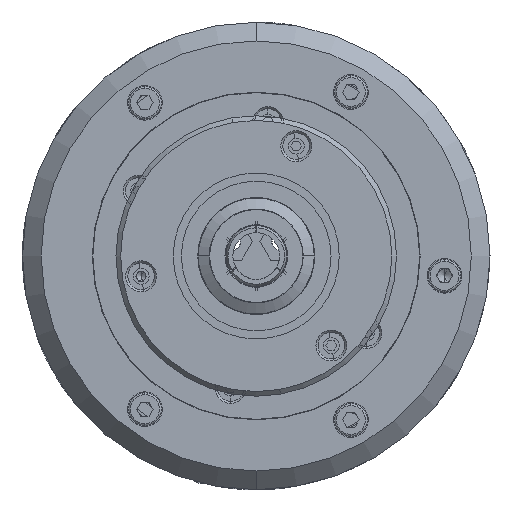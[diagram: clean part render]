
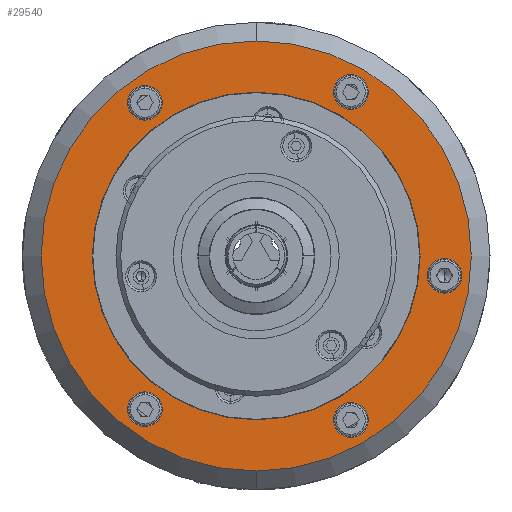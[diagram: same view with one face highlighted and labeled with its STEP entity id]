
A CAD part, left-side view. The second image highlights one B-rep face of the part: STEP entity #29540.
In plain terms, the highlighted planar face has unit normal (-1, 0, 0).
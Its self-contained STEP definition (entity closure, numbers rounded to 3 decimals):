
#349 = ORIENTED_EDGE ( 'NONE', *, *, #822, .F. ) ;
#723 = AXIS2_PLACEMENT_3D ( 'NONE', #25800, #25717, #3153 ) ;
#822 = EDGE_CURVE ( 'NONE', #3399, #31242, #31229, .T. ) ;
#975 = CARTESIAN_POINT ( 'NONE',  ( -240.3, 0., -46. ) ) ;
#1463 = AXIS2_PLACEMENT_3D ( 'NONE', #40426, #40198, #40478 ) ;
#1666 = ORIENTED_EDGE ( 'NONE', *, *, #30064, .F. ) ;
#1929 = CARTESIAN_POINT ( 'NONE',  ( -240.3, 23.805, -36.465 ) ) ;
#2211 = CARTESIAN_POINT ( 'NONE',  ( -240.3, 23.805, -29.065 ) ) ;
#2273 = EDGE_LOOP ( 'NONE', ( #41353, #349 ) ) ;
#2602 = CIRCLE ( 'NONE', #27244, 3.7 ) ;
#2866 = VERTEX_POINT ( 'NONE', #975 ) ;
#3106 = ORIENTED_EDGE ( 'NONE', *, *, #28418, .F. ) ;
#3153 = DIRECTION ( 'NONE',  ( 0., 0., 1. ) ) ;
#3169 = EDGE_LOOP ( 'NONE', ( #26450, #3106 ) ) ;
#3399 = VERTEX_POINT ( 'NONE', #27798 ) ;
#3539 = DIRECTION ( 'NONE',  ( 0., 0., 1. ) ) ;
#3548 = DIRECTION ( 'NONE',  ( -1., 0., 0. ) ) ;
#3608 = CARTESIAN_POINT ( 'NONE',  ( -240.3, -40.278, -0.533 ) ) ;
#3642 = CIRCLE ( 'NONE', #27430, 3.7 ) ;
#3718 = CARTESIAN_POINT ( 'NONE',  ( -240.3, 0., 46. ) ) ;
#3997 = CIRCLE ( 'NONE', #34871, 3.7 ) ;
#4794 = EDGE_CURVE ( 'NONE', #5475, #4799, #11835, .T. ) ;
#4799 = VERTEX_POINT ( 'NONE', #27466 ) ;
#5065 = EDGE_CURVE ( 'NONE', #31242, #3399, #9608, .T. ) ;
#5300 = EDGE_LOOP ( 'NONE', ( #40797, #1666 ) ) ;
#5475 = VERTEX_POINT ( 'NONE', #34260 ) ;
#5762 = EDGE_LOOP ( 'NONE', ( #39812, #34127 ) ) ;
#5910 = CIRCLE ( 'NONE', #25152, 3.7 ) ;
#6933 = AXIS2_PLACEMENT_3D ( 'NONE', #32496, #32351, #30225 ) ;
#7356 = DIRECTION ( 'NONE',  ( 0., 0., 1. ) ) ;
#7441 = DIRECTION ( 'NONE',  ( -1., 0., 0. ) ) ;
#7497 = CARTESIAN_POINT ( 'NONE',  ( -240.3, -20.25, -35.074 ) ) ;
#8462 = EDGE_CURVE ( 'NONE', #2866, #31480, #30706, .T. ) ;
#9608 = CIRCLE ( 'NONE', #29945, 3.7 ) ;
#9897 = FACE_BOUND ( 'NONE', #19307, .T. ) ;
#9931 = FACE_BOUND ( 'NONE', #2273, .T. ) ;
#10105 = CARTESIAN_POINT ( 'NONE',  ( -240.3, 23.805, 32.765 ) ) ;
#10191 = FACE_BOUND ( 'NONE', #31146, .T. ) ;
#10224 = FACE_BOUND ( 'NONE', #5300, .T. ) ;
#10265 = FACE_BOUND ( 'NONE', #5762, .T. ) ;
#10381 = FACE_OUTER_BOUND ( 'NONE', #35906, .T. ) ;
#10578 = CARTESIAN_POINT ( 'NONE',  ( -240.3, -20.25, 38.774 ) ) ;
#10747 = FACE_BOUND ( 'NONE', #3169, .T. ) ;
#10780 = CIRCLE ( 'NONE', #6933, 46. ) ;
#11835 = CIRCLE ( 'NONE', #723, 35.05 ) ;
#12183 = VERTEX_POINT ( 'NONE', #28205 ) ;
#15112 = DIRECTION ( 'NONE',  ( 0., 0., 1. ) ) ;
#15163 = DIRECTION ( 'NONE',  ( -1., 0., 0. ) ) ;
#15205 = CARTESIAN_POINT ( 'NONE',  ( -240.3, -20.25, -35.074 ) ) ;
#15905 = DIRECTION ( 'NONE',  ( 0., 0., 1. ) ) ;
#16010 = DIRECTION ( 'NONE',  ( -1., 0., 0. ) ) ;
#16182 = ORIENTED_EDGE ( 'NONE', *, *, #25018, .F. ) ;
#17393 = DIRECTION ( 'NONE',  ( 0., 0., 1. ) ) ;
#17433 = DIRECTION ( 'NONE',  ( -1., 0., 0. ) ) ;
#17483 = CARTESIAN_POINT ( 'NONE',  ( -240.3, 0., 0. ) ) ;
#18658 = DIRECTION ( 'NONE',  ( 0., 0., 1. ) ) ;
#18752 = DIRECTION ( 'NONE',  ( -1., 0., 0. ) ) ;
#18856 = CARTESIAN_POINT ( 'NONE',  ( -240.3, -40.278, -4.233 ) ) ;
#19307 = EDGE_LOOP ( 'NONE', ( #32345, #22293 ) ) ;
#19395 = CARTESIAN_POINT ( 'NONE',  ( -240.3, 0., 0. ) ) ;
#19621 = EDGE_CURVE ( 'NONE', #34279, #34034, #5910, .T. ) ;
#19858 = ORIENTED_EDGE ( 'NONE', *, *, #28046, .F. ) ;
#20420 = CARTESIAN_POINT ( 'NONE',  ( -240.3, -40.278, -7.933 ) ) ;
#20876 = CARTESIAN_POINT ( 'NONE',  ( -240.3, -20.25, 35.074 ) ) ;
#21150 = ORIENTED_EDGE ( 'NONE', *, *, #8462, .T. ) ;
#22200 = CARTESIAN_POINT ( 'NONE',  ( -240.3, 23.805, -32.765 ) ) ;
#22293 = ORIENTED_EDGE ( 'NONE', *, *, #29995, .F. ) ;
#22552 = DIRECTION ( 'NONE',  ( 0., 0., 1. ) ) ;
#22584 = DIRECTION ( 'NONE',  ( -1., 0., 0. ) ) ;
#22629 = CARTESIAN_POINT ( 'NONE',  ( -240.3, 23.805, -32.765 ) ) ;
#23468 = AXIS2_PLACEMENT_3D ( 'NONE', #19395, #35324, #37850 ) ;
#23528 = CIRCLE ( 'NONE', #38465, 3.7 ) ;
#23777 = DIRECTION ( 'NONE',  ( 0., 0., 1. ) ) ;
#23824 = DIRECTION ( 'NONE',  ( -1., 0., 0. ) ) ;
#25018 = EDGE_CURVE ( 'NONE', #34443, #12183, #32627, .T. ) ;
#25152 = AXIS2_PLACEMENT_3D ( 'NONE', #32506, #32223, #31948 ) ;
#25699 = EDGE_CURVE ( 'NONE', #36921, #36688, #23528, .T. ) ;
#25717 = DIRECTION ( 'NONE',  ( 1., 0., 0. ) ) ;
#25800 = CARTESIAN_POINT ( 'NONE',  ( -240.3, 0., 0. ) ) ;
#26019 = CIRCLE ( 'NONE', #23468, 35.05 ) ;
#26450 = ORIENTED_EDGE ( 'NONE', *, *, #27043, .F. ) ;
#27043 = EDGE_CURVE ( 'NONE', #36377, #35524, #3997, .T. ) ;
#27244 = AXIS2_PLACEMENT_3D ( 'NONE', #18856, #18752, #18658 ) ;
#27343 = CARTESIAN_POINT ( 'NONE',  ( -240.3, -20.25, 35.074 ) ) ;
#27430 = AXIS2_PLACEMENT_3D ( 'NONE', #22629, #22584, #22552 ) ;
#27466 = CARTESIAN_POINT ( 'NONE',  ( -240.3, 0., 35.05 ) ) ;
#27798 = CARTESIAN_POINT ( 'NONE',  ( -240.3, 23.805, 29.065 ) ) ;
#28046 = EDGE_CURVE ( 'NONE', #12183, #34443, #34726, .T. ) ;
#28110 = CIRCLE ( 'NONE', #31398, 3.7 ) ;
#28205 = CARTESIAN_POINT ( 'NONE',  ( -240.3, -20.25, -38.774 ) ) ;
#28418 = EDGE_CURVE ( 'NONE', #35524, #36377, #28110, .T. ) ;
#28435 = AXIS2_PLACEMENT_3D ( 'NONE', #31408, #29118, #28704 ) ;
#28704 = DIRECTION ( 'NONE',  ( 0., 0., 1. ) ) ;
#29118 = DIRECTION ( 'NONE',  ( -1., 0., 0. ) ) ;
#29171 = PLANE ( 'NONE',  #28435 ) ;
#29540 = ADVANCED_FACE ( 'NONE', ( #10265, #10381, #10224, #10191, #10747, #9931, #9897 ), #29171, .T. ) ;
#29945 = AXIS2_PLACEMENT_3D ( 'NONE', #10105, #3548, #3539 ) ;
#29995 = EDGE_CURVE ( 'NONE', #36688, #36921, #3642, .T. ) ;
#30064 = EDGE_CURVE ( 'NONE', #34034, #34279, #2602, .T. ) ;
#30225 = DIRECTION ( 'NONE',  ( 0., 0., 1. ) ) ;
#30390 = DIRECTION ( 'NONE',  ( 0., 0., 1. ) ) ;
#30490 = DIRECTION ( 'NONE',  ( -1., 0., 0. ) ) ;
#30706 = CIRCLE ( 'NONE', #36626, 46. ) ;
#31146 = EDGE_LOOP ( 'NONE', ( #16182, #19858 ) ) ;
#31229 = CIRCLE ( 'NONE', #1463, 3.7 ) ;
#31242 = VERTEX_POINT ( 'NONE', #31803 ) ;
#31388 = EDGE_CURVE ( 'NONE', #4799, #5475, #26019, .T. ) ;
#31398 = AXIS2_PLACEMENT_3D ( 'NONE', #27343, #16010, #15905 ) ;
#31408 = CARTESIAN_POINT ( 'NONE',  ( -240.3, 50., 0. ) ) ;
#31480 = VERTEX_POINT ( 'NONE', #3718 ) ;
#31803 = CARTESIAN_POINT ( 'NONE',  ( -240.3, 23.805, 36.465 ) ) ;
#31948 = DIRECTION ( 'NONE',  ( 0., 0., 1. ) ) ;
#31958 = ORIENTED_EDGE ( 'NONE', *, *, #37829, .T. ) ;
#32223 = DIRECTION ( 'NONE',  ( -1., 0., 0. ) ) ;
#32258 = AXIS2_PLACEMENT_3D ( 'NONE', #7497, #7441, #7356 ) ;
#32345 = ORIENTED_EDGE ( 'NONE', *, *, #25699, .F. ) ;
#32351 = DIRECTION ( 'NONE',  ( -1., 0., 0. ) ) ;
#32496 = CARTESIAN_POINT ( 'NONE',  ( -240.3, 0., 0. ) ) ;
#32506 = CARTESIAN_POINT ( 'NONE',  ( -240.3, -40.278, -4.233 ) ) ;
#32627 = CIRCLE ( 'NONE', #40117, 3.7 ) ;
#34034 = VERTEX_POINT ( 'NONE', #20420 ) ;
#34127 = ORIENTED_EDGE ( 'NONE', *, *, #4794, .T. ) ;
#34260 = CARTESIAN_POINT ( 'NONE',  ( -240.3, 0., -35.05 ) ) ;
#34279 = VERTEX_POINT ( 'NONE', #3608 ) ;
#34443 = VERTEX_POINT ( 'NONE', #41612 ) ;
#34726 = CIRCLE ( 'NONE', #32258, 3.7 ) ;
#34871 = AXIS2_PLACEMENT_3D ( 'NONE', #20876, #30490, #30390 ) ;
#35324 = DIRECTION ( 'NONE',  ( 1., 0., 0. ) ) ;
#35524 = VERTEX_POINT ( 'NONE', #37239 ) ;
#35906 = EDGE_LOOP ( 'NONE', ( #21150, #31958 ) ) ;
#36377 = VERTEX_POINT ( 'NONE', #10578 ) ;
#36626 = AXIS2_PLACEMENT_3D ( 'NONE', #17483, #17433, #17393 ) ;
#36688 = VERTEX_POINT ( 'NONE', #1929 ) ;
#36921 = VERTEX_POINT ( 'NONE', #2211 ) ;
#37239 = CARTESIAN_POINT ( 'NONE',  ( -240.3, -20.25, 31.374 ) ) ;
#37829 = EDGE_CURVE ( 'NONE', #31480, #2866, #10780, .T. ) ;
#37850 = DIRECTION ( 'NONE',  ( 0., 0., 1. ) ) ;
#38465 = AXIS2_PLACEMENT_3D ( 'NONE', #22200, #23824, #23777 ) ;
#39812 = ORIENTED_EDGE ( 'NONE', *, *, #31388, .T. ) ;
#40117 = AXIS2_PLACEMENT_3D ( 'NONE', #15205, #15163, #15112 ) ;
#40198 = DIRECTION ( 'NONE',  ( -1., 0., 0. ) ) ;
#40426 = CARTESIAN_POINT ( 'NONE',  ( -240.3, 23.805, 32.765 ) ) ;
#40478 = DIRECTION ( 'NONE',  ( 0., 0., 1. ) ) ;
#40797 = ORIENTED_EDGE ( 'NONE', *, *, #19621, .F. ) ;
#41353 = ORIENTED_EDGE ( 'NONE', *, *, #5065, .F. ) ;
#41612 = CARTESIAN_POINT ( 'NONE',  ( -240.3, -20.25, -31.374 ) ) ;
